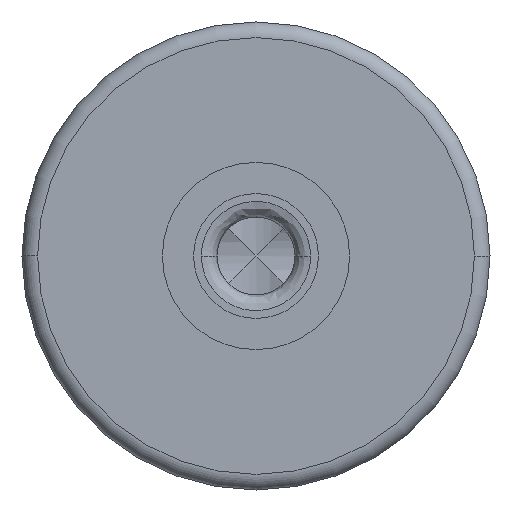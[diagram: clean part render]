
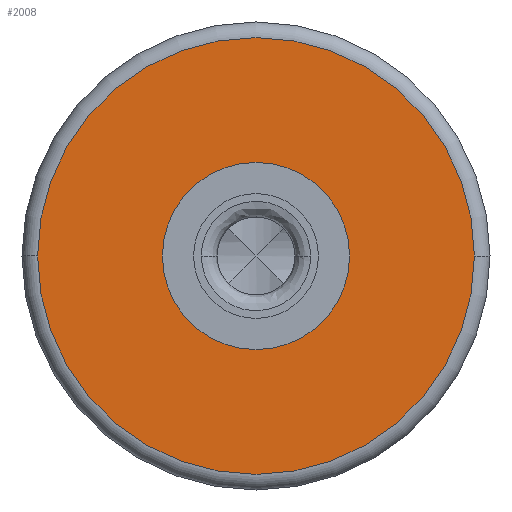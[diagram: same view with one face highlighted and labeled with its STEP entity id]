
A CAD part, front view. The second image highlights one B-rep face of the part: STEP entity #2008.
In plain terms, the highlighted planar face has unit normal (0, -1, 0).
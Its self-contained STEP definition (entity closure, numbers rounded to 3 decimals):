
#351 = CARTESIAN_POINT ( 'NONE',  ( 0., -30., 0. ) ) ;
#394 = DIRECTION ( 'NONE',  ( 0., 1., 0. ) ) ;
#413 = DIRECTION ( 'NONE',  ( -1., 0., 0. ) ) ;
#452 = DIRECTION ( 'NONE',  ( 1., 0., 0. ) ) ;
#523 = CARTESIAN_POINT ( 'NONE',  ( 0., -30., 0. ) ) ;
#568 = DIRECTION ( 'NONE',  ( 0., -1., 0. ) ) ;
#627 = DIRECTION ( 'NONE',  ( 1., 0., 0. ) ) ;
#629 = CARTESIAN_POINT ( 'NONE',  ( -15., -30., 0. ) ) ;
#748 = CARTESIAN_POINT ( 'NONE',  ( 0., -30., 0. ) ) ;
#762 = DIRECTION ( 'NONE',  ( 0., -1., 0. ) ) ;
#823 = DIRECTION ( 'NONE',  ( 0., -1., 0. ) ) ;
#826 = PLANE ( 'NONE',  #1697 ) ;
#862 = FACE_OUTER_BOUND ( 'NONE', #927, .T. ) ;
#863 = DIRECTION ( 'NONE',  ( 1., 0., 0. ) ) ;
#871 = FACE_BOUND ( 'NONE', #985, .T. ) ;
#906 = ORIENTED_EDGE ( 'NONE', *, *, #2067, .T. ) ;
#914 = VERTEX_POINT ( 'NONE', #1253 ) ;
#927 = EDGE_LOOP ( 'NONE', ( #997, #1399 ) ) ;
#985 = EDGE_LOOP ( 'NONE', ( #1332, #906 ) ) ;
#996 = VERTEX_POINT ( 'NONE', #1251 ) ;
#997 = ORIENTED_EDGE ( 'NONE', *, *, #2099, .T. ) ;
#1044 = VERTEX_POINT ( 'NONE', #1293 ) ;
#1085 = VERTEX_POINT ( 'NONE', #1389 ) ;
#1164 = CARTESIAN_POINT ( 'NONE',  ( 0., -30., 0. ) ) ;
#1251 = CARTESIAN_POINT ( 'NONE',  ( -14., -30., 0. ) ) ;
#1253 = CARTESIAN_POINT ( 'NONE',  ( -6., -30., 0. ) ) ;
#1293 = CARTESIAN_POINT ( 'NONE',  ( 14., -30., 0. ) ) ;
#1322 = DIRECTION ( 'NONE',  ( -1., 0., 0. ) ) ;
#1332 = ORIENTED_EDGE ( 'NONE', *, *, #1953, .T. ) ;
#1389 = CARTESIAN_POINT ( 'NONE',  ( 6., -30., 0. ) ) ;
#1399 = ORIENTED_EDGE ( 'NONE', *, *, #2009, .T. ) ;
#1450 = DIRECTION ( 'NONE',  ( 0., 1., 0. ) ) ;
#1682 = CIRCLE ( 'NONE', #1841, 14. ) ;
#1697 = AXIS2_PLACEMENT_3D ( 'NONE', #629, #823, #627 ) ;
#1701 = AXIS2_PLACEMENT_3D ( 'NONE', #351, #394, #413 ) ;
#1738 = AXIS2_PLACEMENT_3D ( 'NONE', #748, #762, #863 ) ;
#1741 = AXIS2_PLACEMENT_3D ( 'NONE', #1164, #1450, #1322 ) ;
#1767 = CIRCLE ( 'NONE', #1738, 14. ) ;
#1777 = CIRCLE ( 'NONE', #1741, 6. ) ;
#1780 = CIRCLE ( 'NONE', #1701, 6. ) ;
#1841 = AXIS2_PLACEMENT_3D ( 'NONE', #523, #568, #452 ) ;
#1953 = EDGE_CURVE ( 'NONE', #914, #1085, #1777, .T. ) ;
#2008 = ADVANCED_FACE ( 'NONE', ( #862, #871 ), #826, .T. ) ;
#2009 = EDGE_CURVE ( 'NONE', #996, #1044, #1767, .T. ) ;
#2067 = EDGE_CURVE ( 'NONE', #1085, #914, #1780, .T. ) ;
#2099 = EDGE_CURVE ( 'NONE', #1044, #996, #1682, .T. ) ;
